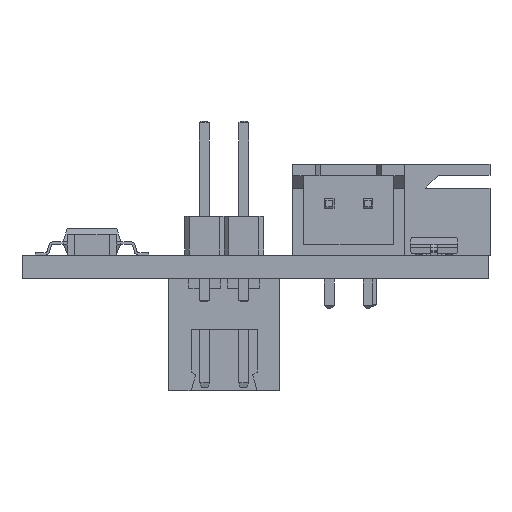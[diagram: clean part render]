
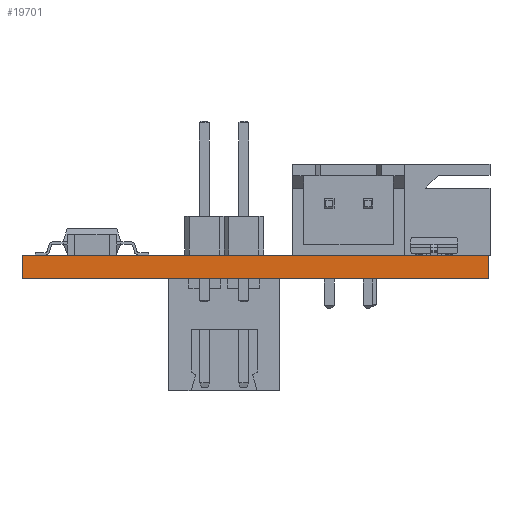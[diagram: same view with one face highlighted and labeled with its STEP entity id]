
A CAD part, left-side view. The second image highlights one B-rep face of the part: STEP entity #19701.
In plain terms, the highlighted planar face has unit normal (-1, 0, 0).
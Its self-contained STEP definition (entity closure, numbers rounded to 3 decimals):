
#1193=PLANE('',#21087);
#2189=FACE_OUTER_BOUND('',#3337,.T.);
#3337=EDGE_LOOP('',(#14201,#14202,#14203,#14204));
#4605=LINE('',#27178,#7007);
#4613=LINE('',#27193,#7015);
#4614=LINE('',#27195,#7016);
#4615=LINE('',#27196,#7017);
#7007=VECTOR('',#22411,10.);
#7015=VECTOR('',#22423,10.);
#7016=VECTOR('',#22426,10.);
#7017=VECTOR('',#22427,10.);
#9572=VERTEX_POINT('',#27175);
#9573=VERTEX_POINT('',#27177);
#9577=VERTEX_POINT('',#27189);
#9578=VERTEX_POINT('',#27191);
#11391=EDGE_CURVE('',#9572,#9573,#4605,.T.);
#11399=EDGE_CURVE('',#9577,#9578,#4613,.T.);
#11400=EDGE_CURVE('',#9572,#9577,#4614,.T.);
#11401=EDGE_CURVE('',#9573,#9578,#4615,.T.);
#14201=ORIENTED_EDGE('',*,*,#11400,.T.);
#14202=ORIENTED_EDGE('',*,*,#11399,.T.);
#14203=ORIENTED_EDGE('',*,*,#11401,.F.);
#14204=ORIENTED_EDGE('',*,*,#11391,.F.);
#19701=ADVANCED_FACE('',(#2189),#1193,.T.);
#21087=AXIS2_PLACEMENT_3D('',#27194,#22424,#22425);
#22411=DIRECTION('',(0.,0.,1.));
#22423=DIRECTION('',(0.,0.,1.));
#22424=DIRECTION('center_axis',(-1.,0.,0.));
#22425=DIRECTION('ref_axis',(0.,-1.,0.));
#22426=DIRECTION('',(0.,-1.,0.));
#22427=DIRECTION('',(0.,-1.,0.));
#27175=CARTESIAN_POINT('',(-20.,15.,0.));
#27177=CARTESIAN_POINT('',(-20.,15.,1.5));
#27178=CARTESIAN_POINT('',(-20.,15.,0.));
#27189=CARTESIAN_POINT('',(-20.,-15.,0.));
#27191=CARTESIAN_POINT('',(-20.,-15.,1.5));
#27193=CARTESIAN_POINT('',(-20.,-15.,0.));
#27194=CARTESIAN_POINT('Origin',(-20.,15.,0.));
#27195=CARTESIAN_POINT('',(-20.,15.,0.));
#27196=CARTESIAN_POINT('',(-20.,15.,1.5));
